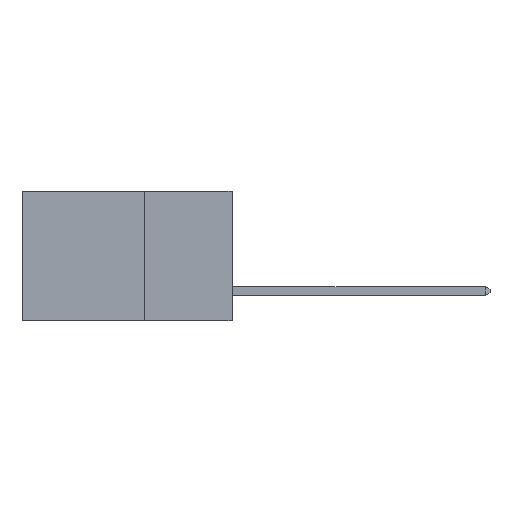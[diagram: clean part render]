
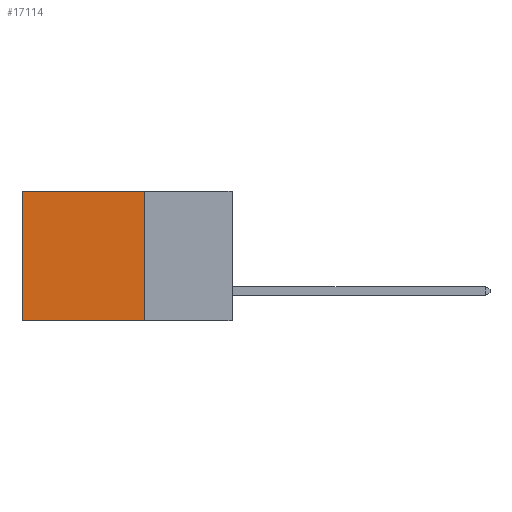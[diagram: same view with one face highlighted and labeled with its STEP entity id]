
A CAD part, left-side view. The second image highlights one B-rep face of the part: STEP entity #17114.
In plain terms, the highlighted planar face has unit normal (-1, 0, 0).
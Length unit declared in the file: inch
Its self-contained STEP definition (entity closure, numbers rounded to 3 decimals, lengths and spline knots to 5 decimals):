
#608 = CARTESIAN_POINT ( 'NONE',  ( 0.2875, 0.25, 0. ) ) ;
#1143 = DIRECTION ( 'NONE',  ( 0., 0., -1. ) ) ;
#1346 = VECTOR ( 'NONE', #22025, 39.37008 ) ;
#3554 = EDGE_CURVE ( 'NONE', #11394, #19022, #6257, .T. ) ;
#3639 = FACE_OUTER_BOUND ( 'NONE', #13454, .T. ) ;
#4774 = DIRECTION ( 'NONE',  ( 0., 1., 0. ) ) ;
#4935 = VECTOR ( 'NONE', #4774, 39.37008 ) ;
#5125 = DIRECTION ( 'NONE',  ( 0., 0., -1. ) ) ;
#5308 = CARTESIAN_POINT ( 'NONE',  ( 0.2875, 0.6, 0. ) ) ;
#5523 = VERTEX_POINT ( 'NONE', #22795 ) ;
#6118 = VECTOR ( 'NONE', #1143, 39.37008 ) ;
#6257 = LINE ( 'NONE', #5308, #1346 ) ;
#6471 = ORIENTED_EDGE ( 'NONE', *, *, #10093, .T. ) ;
#8066 = VECTOR ( 'NONE', #11011, 39.37008 ) ;
#9147 = CARTESIAN_POINT ( 'NONE',  ( 0.2875, 0.25, -0.37 ) ) ;
#9586 = EDGE_CURVE ( 'NONE', #14004, #5523, #20928, .T. ) ;
#10093 = EDGE_CURVE ( 'NONE', #14004, #11394, #14253, .T. ) ;
#10321 = ORIENTED_EDGE ( 'NONE', *, *, #22047, .F. ) ;
#11011 = DIRECTION ( 'NONE',  ( 0., 1., 0. ) ) ;
#11394 = VERTEX_POINT ( 'NONE', #22579 ) ;
#12055 = ORIENTED_EDGE ( 'NONE', *, *, #9586, .F. ) ;
#13454 = EDGE_LOOP ( 'NONE', ( #22718, #10321, #12055, #6471 ) ) ;
#14004 = VERTEX_POINT ( 'NONE', #608 ) ;
#14195 = AXIS2_PLACEMENT_3D ( 'NONE', #19832, #16254, #5125 ) ;
#14253 = LINE ( 'NONE', #21492, #4935 ) ;
#16254 = DIRECTION ( 'NONE',  ( 1., 0., 0. ) ) ;
#17114 = ADVANCED_FACE ( 'NONE', ( #3639 ), #23606, .F. ) ;
#17938 = LINE ( 'NONE', #9147, #8066 ) ;
#19022 = VERTEX_POINT ( 'NONE', #19994 ) ;
#19832 = CARTESIAN_POINT ( 'NONE',  ( 0.2875, 0.25, 0. ) ) ;
#19994 = CARTESIAN_POINT ( 'NONE',  ( 0.2875, 0.6, -0.37 ) ) ;
#20928 = LINE ( 'NONE', #23350, #6118 ) ;
#21492 = CARTESIAN_POINT ( 'NONE',  ( 0.2875, 0.25, 0. ) ) ;
#22025 = DIRECTION ( 'NONE',  ( 0., 0., -1. ) ) ;
#22047 = EDGE_CURVE ( 'NONE', #5523, #19022, #17938, .T. ) ;
#22579 = CARTESIAN_POINT ( 'NONE',  ( 0.2875, 0.6, 0. ) ) ;
#22718 = ORIENTED_EDGE ( 'NONE', *, *, #3554, .T. ) ;
#22795 = CARTESIAN_POINT ( 'NONE',  ( 0.2875, 0.25, -0.37 ) ) ;
#23350 = CARTESIAN_POINT ( 'NONE',  ( 0.2875, 0.25, 0. ) ) ;
#23606 = PLANE ( 'NONE',  #14195 ) ;
